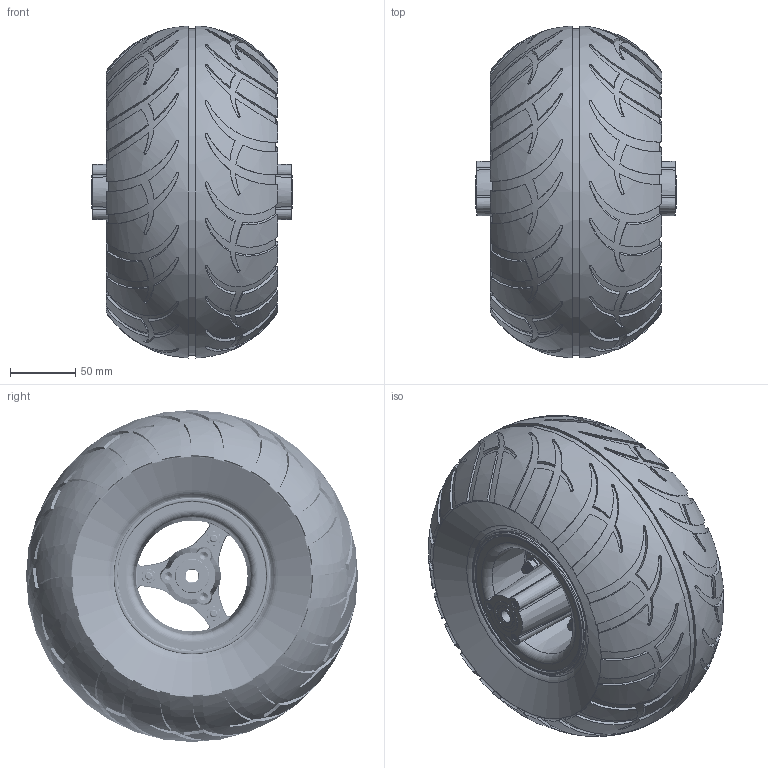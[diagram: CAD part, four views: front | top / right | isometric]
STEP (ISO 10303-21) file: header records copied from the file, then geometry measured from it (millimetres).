
FILE_DESCRIPTION(/* description */ (''),/* implementation_level */ '2;1');
FILE_NAME(/* name */ 'Wheel-Tire for 3.00-4 BLATA Minibike 2.5 v1.step',/* time_stamp */ '2023-03-30T23:23:25+08:00',/* author */ (''),/* organization */ (''),/* preprocessor_version */ 'ST-DEVELOPER v19.2',/* originating_system */ 'Autodesk Translation Framework v11.17.0.187',/* authorisation */ '');
FILE_SCHEMA (('AUTOMOTIVE_DESIGN { 1 0 10303 214 3 1 1 }'));
Length unit declared in the file: millimetre
Products named in the file (9): Wheel-Tire for 3.00-4 BLATA Minibike 2.5; Wheel Rim for 3.00-4 Tire BLATA Minibike 2.5; Wheel Rim for 3.00-4 Tire BLATA Minibike 2.5 part01; Wheel Rim for 3.00-4 Tire BLATA Minibike 2.5 part02; STEEL HEX NUT M6; METRIC GENERAL PURPOSE WASHER M6; SOCKET HEAD CAP SCREW M6x35mm; BALL BEARING 6000-2RS; Blata tire 3.00-4
Assembly tree (15 placements, depth 3):
  Wheel-Tire for 3.00-4 BLATA Minibike 2.5
    Wheel Rim for 3.00-4 Tire BLATA Minibike 2.5
      Wheel Rim for 3.00-4 Tire BLATA Minibike 2.5 part01
      Wheel Rim for 3.00-4 Tire BLATA Minibike 2.5 part02
      SOCKET HEAD CAP SCREW M6x35mm  x3
      METRIC GENERAL PURPOSE WASHER M6  x3
      STEEL HEX NUT M6  x3
      BALL BEARING 6000-2RS  x2
    Blata tire 3.00-4
Bounding box: 153 x 253.89 x 253.89 mm (x, y, z)
Volume: 1384483 mm3; surface area: 444826.8 mm2
Topology: 44 solids, 44 shells, 1211 faces, 3336 edges, 2179 vertices
Faces by surface type: cylinder 790, cone 166, plane 105, bspline 92, torus 34, sphere 24
Full cylindrical faces by diameter (mm): 3.334 x96, 4.2 x102, 4.701 x78, 6 x90, 6.3 x6, 6.6 x3, 10 x5, 11 x1, 12 x3, 16.418 x8, 19.582 x8, 24 x2, 25.98 x2, 26 x2, 38.9 x1, 39 x1, 101.6 x2, 114 x2, 120 x2, 250 x1
Entity records: 56622 total; most frequent: CARTESIAN_POINT 35217, ORIENTED_EDGE 5288, DIRECTION 3450, EDGE_CURVE 2644, VERTEX_POINT 1759, AXIS2_PLACEMENT_3D 1365, EDGE_LOOP 1005, FACE_OUTER_BOUND 945
